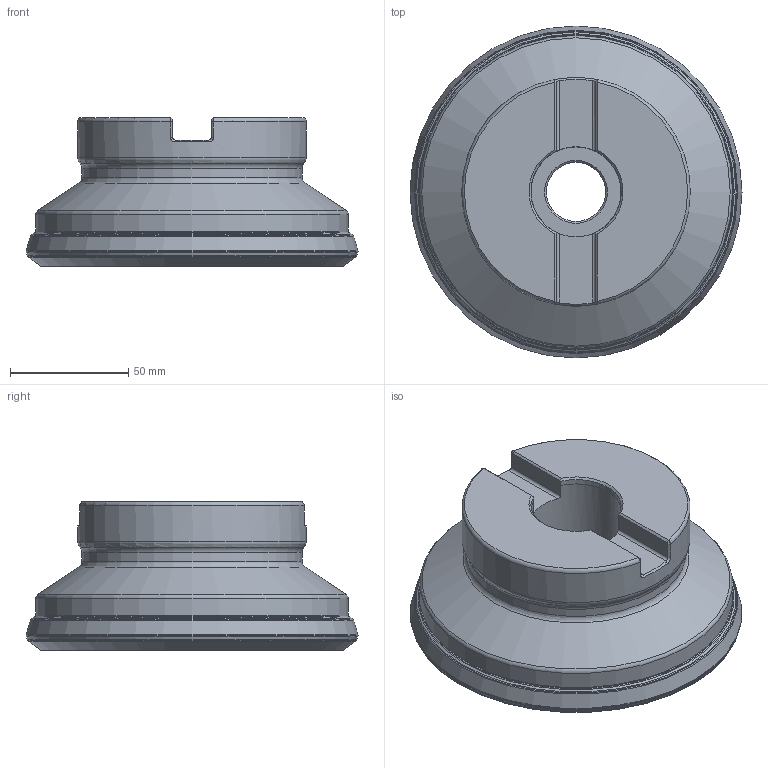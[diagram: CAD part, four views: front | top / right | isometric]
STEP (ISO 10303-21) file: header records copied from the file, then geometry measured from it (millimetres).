
FILE_DESCRIPTION(/* description */ (''),/* implementation_level */ '2;1');
FILE_NAME(/* name */ '17000881.stp',/* time_stamp */ '2024-05-02T17:05:35+09:00',/* author */ (''),/* organization */ (''),/* preprocessor_version */ 'ST-DEVELOPER v16',/* originating_system */ 'SIEMENS PLM Software NX 10.0',/* authorisation */ '');
FILE_SCHEMA (('AP203_CONFIGURATION_CONTROLLED_3D_DESIGN_OF_MECHANICAL_PARTS_AND_ASSEMBLIES_MIM_LF { 1 0 10303 403 2 1 2}'));
Length unit declared in the file: millimetre
Products named in the file (1): 102419ECCA26ume4
Bounding box: 140.58 x 140.58 x 63.01 mm (x, y, z)
Volume: 66417.4 mm3; surface area: 72365.6 mm2
Topology: 1 solids, 2 shells, 101 faces, 266 edges, 200 vertices
Faces by surface type: revolution 30, plane 22, torus 16, cone 13, cylinder 12, bspline 8
Full cylindrical faces by diameter (mm): 25 x1, 38.1 x1, 39.1 x1, 56 x1, 93.2 x1, 96.8 x1, 132.341 x1, 136 x1
Entity records: 3061 total; most frequent: CARTESIAN_POINT 1054, DIRECTION 346, ORIENTED_EDGE 320, EDGE_LOOP 166, EDGE_CURVE 160, AXIS2_PLACEMENT_3D 144, FACE_BOUND 130, VERTEX_POINT 124
